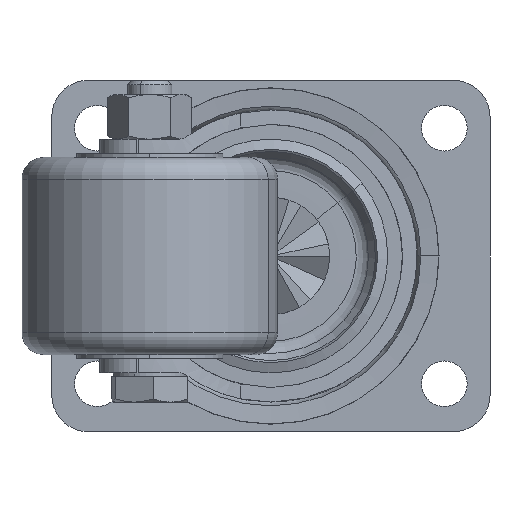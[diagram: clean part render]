
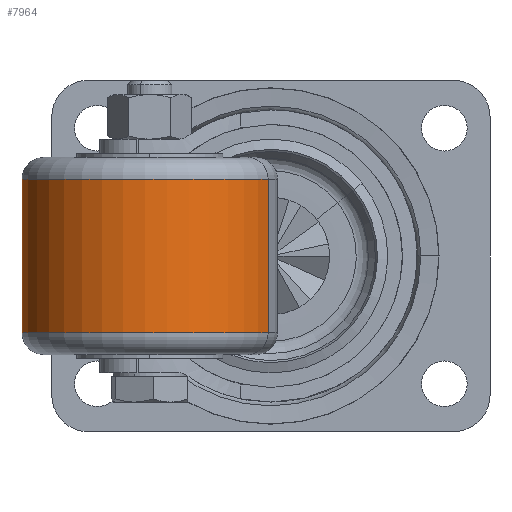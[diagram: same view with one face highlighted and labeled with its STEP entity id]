
A CAD part, front view. The second image highlights one B-rep face of the part: STEP entity #7964.
In plain terms, the highlighted cylindrical face has radius 17.5 mm (diameter 35 mm), a partial arc.
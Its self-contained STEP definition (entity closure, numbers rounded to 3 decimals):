
#274 = AXIS2_PLACEMENT_3D ( 'NONE', #10343, #7858, #1705 ) ;
#519 = CARTESIAN_POINT ( 'NONE',  ( 0., 0., -10.5 ) ) ;
#965 = CARTESIAN_POINT ( 'NONE',  ( 17.5, 0., -10.5 ) ) ;
#976 = CARTESIAN_POINT ( 'NONE',  ( -17.5, 0., -10.5 ) ) ;
#1128 = EDGE_LOOP ( 'NONE', ( #1319, #6616, #2510, #1251 ) ) ;
#1251 = ORIENTED_EDGE ( 'NONE', *, *, #4200, .T. ) ;
#1319 = ORIENTED_EDGE ( 'NONE', *, *, #1346, .F. ) ;
#1346 = EDGE_CURVE ( 'NONE', #2465, #5262, #10502, .T. ) ;
#1675 = VERTEX_POINT ( 'NONE', #3840 ) ;
#1705 = DIRECTION ( 'NONE',  ( -1., 0., 0. ) ) ;
#2045 = CIRCLE ( 'NONE', #7680, 17.5 ) ;
#2302 = DIRECTION ( 'NONE',  ( 1., 0., 0. ) ) ;
#2465 = VERTEX_POINT ( 'NONE', #10141 ) ;
#2510 = ORIENTED_EDGE ( 'NONE', *, *, #11187, .T. ) ;
#2669 = VERTEX_POINT ( 'NONE', #976 ) ;
#3840 = CARTESIAN_POINT ( 'NONE',  ( -17.5, 0., 10.5 ) ) ;
#4200 = EDGE_CURVE ( 'NONE', #2669, #5262, #2045, .T. ) ;
#4267 = CIRCLE ( 'NONE', #6836, 17.5 ) ;
#4424 = DIRECTION ( 'NONE',  ( 0., 0., -1. ) ) ;
#4753 = CARTESIAN_POINT ( 'NONE',  ( 17.5, 0., 13.5 ) ) ;
#4970 = VECTOR ( 'NONE', #8812, 1000. ) ;
#5262 = VERTEX_POINT ( 'NONE', #965 ) ;
#5308 = CARTESIAN_POINT ( 'NONE',  ( 0., 0., 10.5 ) ) ;
#5324 = CARTESIAN_POINT ( 'NONE',  ( -17.5, 0., 13.5 ) ) ;
#5366 = DIRECTION ( 'NONE',  ( 0., 0., -1. ) ) ;
#5995 = DIRECTION ( 'NONE',  ( 1., 0., 0. ) ) ;
#6313 = EDGE_CURVE ( 'NONE', #2465, #1675, #4267, .T. ) ;
#6616 = ORIENTED_EDGE ( 'NONE', *, *, #6313, .T. ) ;
#6836 = AXIS2_PLACEMENT_3D ( 'NONE', #5308, #5366, #5995 ) ;
#7680 = AXIS2_PLACEMENT_3D ( 'NONE', #519, #9204, #2302 ) ;
#7858 = DIRECTION ( 'NONE',  ( 0., 0., -1. ) ) ;
#7964 = ADVANCED_FACE ( 'NONE', ( #8785 ), #10399, .T. ) ;
#8771 = VECTOR ( 'NONE', #4424, 1000. ) ;
#8785 = FACE_OUTER_BOUND ( 'NONE', #1128, .T. ) ;
#8812 = DIRECTION ( 'NONE',  ( 0., 0., -1. ) ) ;
#9204 = DIRECTION ( 'NONE',  ( 0., 0., 1. ) ) ;
#10141 = CARTESIAN_POINT ( 'NONE',  ( 17.5, 0., 10.5 ) ) ;
#10343 = CARTESIAN_POINT ( 'NONE',  ( 0., 0., 13.5 ) ) ;
#10399 = CYLINDRICAL_SURFACE ( 'NONE', #274, 17.5 ) ;
#10502 = LINE ( 'NONE', #4753, #8771 ) ;
#10646 = LINE ( 'NONE', #5324, #4970 ) ;
#11187 = EDGE_CURVE ( 'NONE', #1675, #2669, #10646, .T. ) ;
